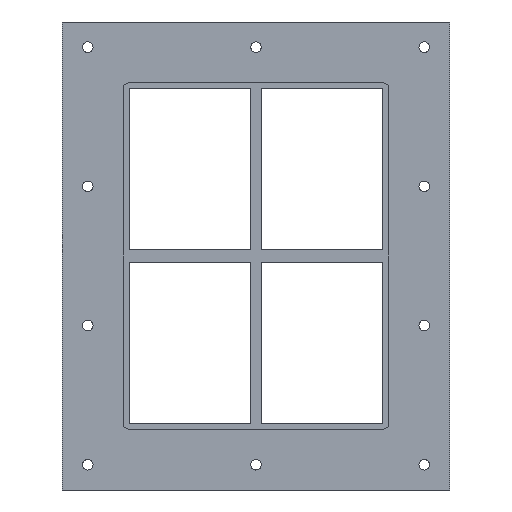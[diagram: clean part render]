
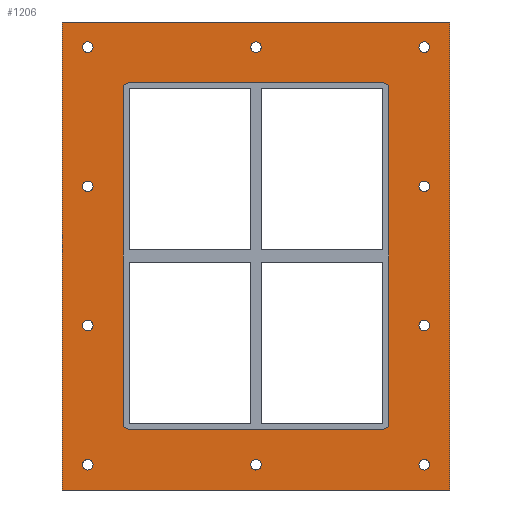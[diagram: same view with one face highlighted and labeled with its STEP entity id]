
A CAD part, front view. The second image highlights one B-rep face of the part: STEP entity #1206.
In plain terms, the highlighted planar face has unit normal (0, -1, 0).
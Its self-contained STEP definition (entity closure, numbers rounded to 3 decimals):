
#84=CARTESIAN_POINT('',(-161.25,0.0,-206.5));
#85=VERTEX_POINT('',#84);
#86=CARTESIAN_POINT('',(-166.5,0.0,-206.5));
#87=DIRECTION('',(0.0,1.0,0.0));
#88=DIRECTION('',(1.0,0.0,0.0));
#89=AXIS2_PLACEMENT_3D('',#86,#87,#88);
#90=CIRCLE('',#89,5.25);
#91=EDGE_CURVE('',#85,#85,#90,.T.);
#112=CARTESIAN_POINT('',(171.75,0.0,-68.8));
#113=VERTEX_POINT('',#112);
#114=CARTESIAN_POINT('',(166.5,0.0,-68.8));
#115=DIRECTION('',(0.0,1.0,0.0));
#116=DIRECTION('',(1.0,0.0,0.0));
#117=AXIS2_PLACEMENT_3D('',#114,#115,#116);
#118=CIRCLE('',#117,5.25);
#119=EDGE_CURVE('',#113,#113,#118,.T.);
#140=CARTESIAN_POINT('',(-161.25,0.0,-68.8));
#141=VERTEX_POINT('',#140);
#142=CARTESIAN_POINT('',(-166.5,0.0,-68.8));
#143=DIRECTION('',(0.0,1.0,0.0));
#144=DIRECTION('',(1.0,0.0,0.0));
#145=AXIS2_PLACEMENT_3D('',#142,#143,#144);
#146=CIRCLE('',#145,5.25);
#147=EDGE_CURVE('',#141,#141,#146,.T.);
#168=CARTESIAN_POINT('',(171.75,0.0,68.9));
#169=VERTEX_POINT('',#168);
#170=CARTESIAN_POINT('',(166.5,0.0,68.9));
#171=DIRECTION('',(0.0,1.0,0.0));
#172=DIRECTION('',(1.0,0.0,0.0));
#173=AXIS2_PLACEMENT_3D('',#170,#171,#172);
#174=CIRCLE('',#173,5.25);
#175=EDGE_CURVE('',#169,#169,#174,.T.);
#196=CARTESIAN_POINT('',(-161.25,0.0,68.9));
#197=VERTEX_POINT('',#196);
#198=CARTESIAN_POINT('',(-166.5,0.0,68.9));
#199=DIRECTION('',(0.0,1.0,0.0));
#200=DIRECTION('',(1.0,0.0,0.0));
#201=AXIS2_PLACEMENT_3D('',#198,#199,#200);
#202=CIRCLE('',#201,5.25);
#203=EDGE_CURVE('',#197,#197,#202,.T.);
#224=CARTESIAN_POINT('',(5.25,0.0,206.6));
#225=VERTEX_POINT('',#224);
#226=CARTESIAN_POINT('',(0.,0.0,206.6));
#227=DIRECTION('',(0.0,1.0,0.0));
#228=DIRECTION('',(1.0,0.0,0.0));
#229=AXIS2_PLACEMENT_3D('',#226,#227,#228);
#230=CIRCLE('',#229,5.25);
#231=EDGE_CURVE('',#225,#225,#230,.T.);
#252=CARTESIAN_POINT('',(5.25,0.0,-206.5));
#253=VERTEX_POINT('',#252);
#254=CARTESIAN_POINT('',(0.,0.0,-206.5));
#255=DIRECTION('',(0.0,1.0,0.0));
#256=DIRECTION('',(1.0,0.0,0.0));
#257=AXIS2_PLACEMENT_3D('',#254,#255,#256);
#258=CIRCLE('',#257,5.25);
#259=EDGE_CURVE('',#253,#253,#258,.T.);
#280=CARTESIAN_POINT('',(171.75,0.0,-206.5));
#281=VERTEX_POINT('',#280);
#282=CARTESIAN_POINT('',(166.5,0.0,-206.5));
#283=DIRECTION('',(0.0,1.0,0.0));
#284=DIRECTION('',(1.0,0.0,0.0));
#285=AXIS2_PLACEMENT_3D('',#282,#283,#284);
#286=CIRCLE('',#285,5.25);
#287=EDGE_CURVE('',#281,#281,#286,.T.);
#308=CARTESIAN_POINT('',(-161.25,0.0,206.6));
#309=VERTEX_POINT('',#308);
#310=CARTESIAN_POINT('',(-166.5,0.0,206.6));
#311=DIRECTION('',(0.0,1.0,0.0));
#312=DIRECTION('',(1.0,0.0,0.0));
#313=AXIS2_PLACEMENT_3D('',#310,#311,#312);
#314=CIRCLE('',#313,5.25);
#315=EDGE_CURVE('',#309,#309,#314,.T.);
#336=CARTESIAN_POINT('',(171.75,0.0,206.6));
#337=VERTEX_POINT('',#336);
#338=CARTESIAN_POINT('',(166.5,0.0,206.6));
#339=DIRECTION('',(0.0,1.0,0.0));
#340=DIRECTION('',(1.0,0.0,0.0));
#341=AXIS2_PLACEMENT_3D('',#338,#339,#340);
#342=CIRCLE('',#341,5.25);
#343=EDGE_CURVE('',#337,#337,#342,.T.);
#1067=CARTESIAN_POINT('',(0.,0.0,0.0));
#1068=DIRECTION('',(0.0,1.0,0.0));
#1069=DIRECTION('',(0.0,0.0,1.0));
#1070=AXIS2_PLACEMENT_3D('',#1067,#1068,#1069);
#1071=PLANE('',#1070);
#1072=CARTESIAN_POINT('',(-191.5,0.0,231.5));
#1073=VERTEX_POINT('',#1072);
#1074=CARTESIAN_POINT('',(191.5,0.0,231.5));
#1075=VERTEX_POINT('',#1074);
#1076=CARTESIAN_POINT('',(-191.5,0.0,231.5));
#1077=DIRECTION('',(1.0,0.0,0.0));
#1078=VECTOR('',#1077,383.);
#1079=LINE('',#1076,#1078);
#1080=EDGE_CURVE('',#1073,#1075,#1079,.T.);
#1081=ORIENTED_EDGE('',*,*,#1080,.F.);
#1082=CARTESIAN_POINT('',(-191.5,0.0,-231.5));
#1083=VERTEX_POINT('',#1082);
#1084=CARTESIAN_POINT('',(-191.5,0.0,-231.5));
#1085=DIRECTION('',(0.0,0.0,1.0));
#1086=VECTOR('',#1085,463.0);
#1087=LINE('',#1084,#1086);
#1088=EDGE_CURVE('',#1083,#1073,#1087,.T.);
#1089=ORIENTED_EDGE('',*,*,#1088,.F.);
#1090=CARTESIAN_POINT('',(191.5,0.0,-231.5));
#1091=VERTEX_POINT('',#1090);
#1092=CARTESIAN_POINT('',(191.5,0.0,-231.5));
#1093=DIRECTION('',(-1.0,0.0,0.0));
#1094=VECTOR('',#1093,383.);
#1095=LINE('',#1092,#1094);
#1096=EDGE_CURVE('',#1091,#1083,#1095,.T.);
#1097=ORIENTED_EDGE('',*,*,#1096,.F.);
#1098=CARTESIAN_POINT('',(191.5,0.0,231.5));
#1099=DIRECTION('',(0.0,0.0,-1.0));
#1100=VECTOR('',#1099,463.0);
#1101=LINE('',#1098,#1100);
#1102=EDGE_CURVE('',#1075,#1091,#1101,.T.);
#1103=ORIENTED_EDGE('',*,*,#1102,.F.);
#1104=EDGE_LOOP('',(#1081,#1089,#1097,#1103));
#1105=FACE_OUTER_BOUND('',#1104,.T.);
#1106=ORIENTED_EDGE('',*,*,#91,.T.);
#1107=EDGE_LOOP('',(#1106));
#1108=FACE_BOUND('',#1107,.T.);
#1109=ORIENTED_EDGE('',*,*,#119,.T.);
#1110=EDGE_LOOP('',(#1109));
#1111=FACE_BOUND('',#1110,.T.);
#1112=ORIENTED_EDGE('',*,*,#147,.T.);
#1113=EDGE_LOOP('',(#1112));
#1114=FACE_BOUND('',#1113,.T.);
#1115=ORIENTED_EDGE('',*,*,#175,.T.);
#1116=EDGE_LOOP('',(#1115));
#1117=FACE_BOUND('',#1116,.T.);
#1118=ORIENTED_EDGE('',*,*,#203,.T.);
#1119=EDGE_LOOP('',(#1118));
#1120=FACE_BOUND('',#1119,.T.);
#1121=ORIENTED_EDGE('',*,*,#231,.T.);
#1122=EDGE_LOOP('',(#1121));
#1123=FACE_BOUND('',#1122,.T.);
#1124=ORIENTED_EDGE('',*,*,#259,.T.);
#1125=EDGE_LOOP('',(#1124));
#1126=FACE_BOUND('',#1125,.T.);
#1127=ORIENTED_EDGE('',*,*,#287,.T.);
#1128=EDGE_LOOP('',(#1127));
#1129=FACE_BOUND('',#1128,.T.);
#1130=ORIENTED_EDGE('',*,*,#315,.T.);
#1131=EDGE_LOOP('',(#1130));
#1132=FACE_BOUND('',#1131,.T.);
#1133=ORIENTED_EDGE('',*,*,#343,.T.);
#1134=EDGE_LOOP('',(#1133));
#1135=FACE_BOUND('',#1134,.T.);
#1136=CARTESIAN_POINT('',(-131.5,0.0,-165.5));
#1137=VERTEX_POINT('',#1136);
#1138=CARTESIAN_POINT('',(-125.5,0.0,-171.5));
#1139=VERTEX_POINT('',#1138);
#1140=CARTESIAN_POINT('',(-125.5,0.0,-165.5));
#1141=DIRECTION('',(0.0,-1.0,0.0));
#1142=DIRECTION('',(-0.707,0.0,-0.707));
#1143=AXIS2_PLACEMENT_3D('',#1140,#1141,#1142);
#1144=CIRCLE('',#1143,6.);
#1145=EDGE_CURVE('',#1137,#1139,#1144,.T.);
#1146=ORIENTED_EDGE('',*,*,#1145,.F.);
#1147=CARTESIAN_POINT('',(-131.5,0.0,165.5));
#1148=VERTEX_POINT('',#1147);
#1149=CARTESIAN_POINT('',(-131.5,0.0,165.5));
#1150=DIRECTION('',(0.0,0.0,-1.0));
#1151=VECTOR('',#1150,331.0);
#1152=LINE('',#1149,#1151);
#1153=EDGE_CURVE('',#1148,#1137,#1152,.T.);
#1154=ORIENTED_EDGE('',*,*,#1153,.F.);
#1155=CARTESIAN_POINT('',(-125.5,0.0,171.5));
#1156=VERTEX_POINT('',#1155);
#1157=CARTESIAN_POINT('',(-125.5,0.0,165.5));
#1158=DIRECTION('',(0.0,-1.0,0.0));
#1159=DIRECTION('',(-0.707,0.0,0.707));
#1160=AXIS2_PLACEMENT_3D('',#1157,#1158,#1159);
#1161=CIRCLE('',#1160,6.);
#1162=EDGE_CURVE('',#1156,#1148,#1161,.T.);
#1163=ORIENTED_EDGE('',*,*,#1162,.F.);
#1164=CARTESIAN_POINT('',(125.5,0.0,171.5));
#1165=VERTEX_POINT('',#1164);
#1166=CARTESIAN_POINT('',(125.5,0.0,171.5));
#1167=DIRECTION('',(-1.0,0.0,0.0));
#1168=VECTOR('',#1167,251.);
#1169=LINE('',#1166,#1168);
#1170=EDGE_CURVE('',#1165,#1156,#1169,.T.);
#1171=ORIENTED_EDGE('',*,*,#1170,.F.);
#1172=CARTESIAN_POINT('',(131.5,0.0,165.5));
#1173=VERTEX_POINT('',#1172);
#1174=CARTESIAN_POINT('',(125.5,0.0,165.5));
#1175=DIRECTION('',(0.0,-1.0,0.0));
#1176=DIRECTION('',(0.707,0.0,0.707));
#1177=AXIS2_PLACEMENT_3D('',#1174,#1175,#1176);
#1178=CIRCLE('',#1177,6.);
#1179=EDGE_CURVE('',#1173,#1165,#1178,.T.);
#1180=ORIENTED_EDGE('',*,*,#1179,.F.);
#1181=CARTESIAN_POINT('',(131.5,0.0,-165.5));
#1182=VERTEX_POINT('',#1181);
#1183=CARTESIAN_POINT('',(131.5,0.0,-165.5));
#1184=DIRECTION('',(0.0,0.0,1.0));
#1185=VECTOR('',#1184,331.0);
#1186=LINE('',#1183,#1185);
#1187=EDGE_CURVE('',#1182,#1173,#1186,.T.);
#1188=ORIENTED_EDGE('',*,*,#1187,.F.);
#1189=CARTESIAN_POINT('',(125.5,0.0,-171.5));
#1190=VERTEX_POINT('',#1189);
#1191=CARTESIAN_POINT('',(125.5,0.0,-165.5));
#1192=DIRECTION('',(0.0,-1.0,0.0));
#1193=DIRECTION('',(0.707,0.0,-0.707));
#1194=AXIS2_PLACEMENT_3D('',#1191,#1192,#1193);
#1195=CIRCLE('',#1194,6.);
#1196=EDGE_CURVE('',#1190,#1182,#1195,.T.);
#1197=ORIENTED_EDGE('',*,*,#1196,.F.);
#1198=CARTESIAN_POINT('',(-125.5,0.0,-171.5));
#1199=DIRECTION('',(1.0,0.0,0.0));
#1200=VECTOR('',#1199,251.);
#1201=LINE('',#1198,#1200);
#1202=EDGE_CURVE('',#1139,#1190,#1201,.T.);
#1203=ORIENTED_EDGE('',*,*,#1202,.F.);
#1204=EDGE_LOOP('',(#1146,#1154,#1163,#1171,#1180,#1188,#1197,#1203));
#1205=FACE_BOUND('',#1204,.T.);
#1206=ADVANCED_FACE('',(#1105,#1108,#1111,#1114,#1117,#1120,#1123,#1126,#1129,#1132,#1135,#1205),#1071,.F.);
